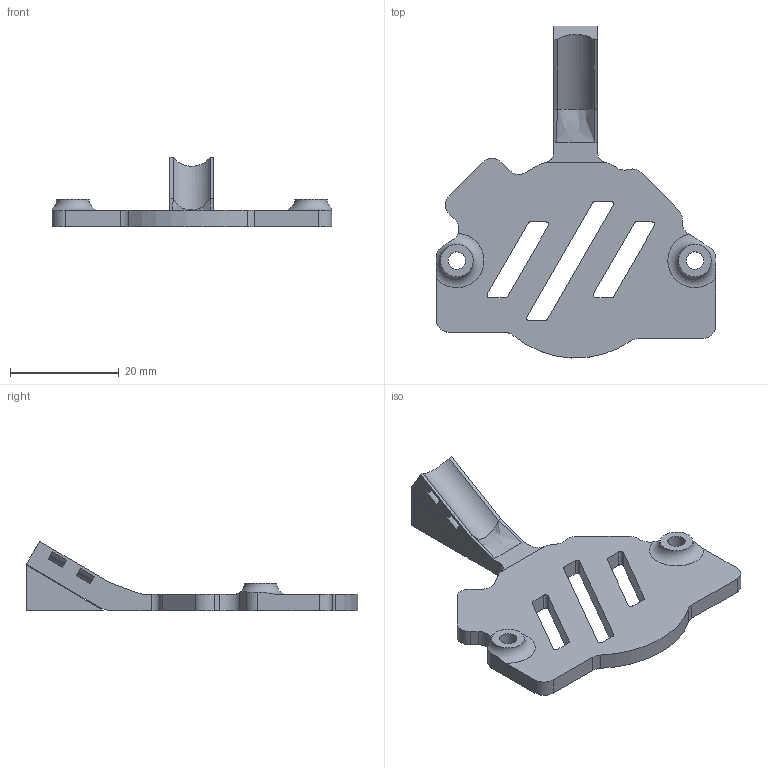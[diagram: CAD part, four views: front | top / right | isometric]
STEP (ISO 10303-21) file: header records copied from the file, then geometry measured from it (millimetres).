
FILE_DESCRIPTION(/* description */ (''),/* implementation_level */ '2;1');
FILE_NAME(/* name */ 'ebb36 strain relief.step',/* time_stamp */ '2023-11-21T10:40:18-06:00',/* author */ (''),/* organization */ (''),/* preprocessor_version */ 'ST-DEVELOPER v20',/* originating_system */ 'Autodesk Translation Framework v12.14.0.127',/* authorisation */ '');
FILE_SCHEMA (('AUTOMOTIVE_DESIGN { 1 0 10303 214 3 1 1 }'));
Length unit declared in the file: millimetre
Products named in the file (1): Ebb36 Strain Relief
Bounding box: 51.53 x 61.13 x 12.76 mm (x, y, z)
Volume: 5139.1 mm3; surface area: 4829.4 mm2
Topology: 2 solids, 2 shells, 92 faces, 264 edges, 176 vertices
Faces by surface type: plane 48, cylinder 41, torus 2, bspline 1
Full cylindrical faces by diameter (mm): 3.2 x2
Entity records: 3159 total; most frequent: CARTESIAN_POINT 617, ORIENTED_EDGE 528, DIRECTION 527, EDGE_CURVE 264, AXIS2_PLACEMENT_3D 180, VERTEX_POINT 176, LINE 167, VECTOR 167
